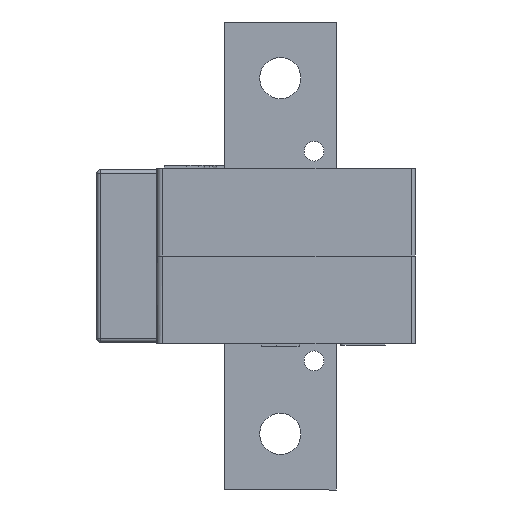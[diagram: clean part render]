
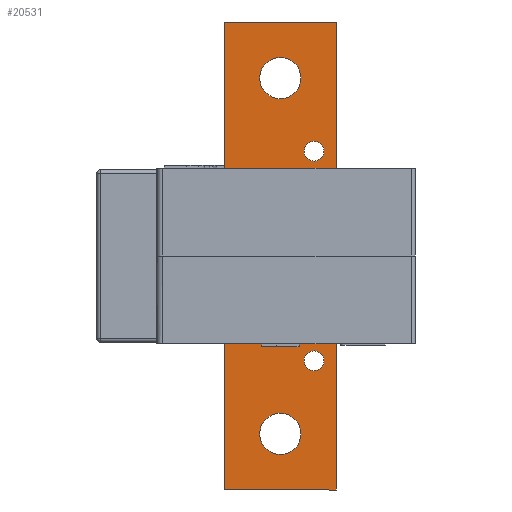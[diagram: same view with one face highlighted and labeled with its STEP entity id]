
A CAD part, left-side view. The second image highlights one B-rep face of the part: STEP entity #20531.
In plain terms, the highlighted face is planar.
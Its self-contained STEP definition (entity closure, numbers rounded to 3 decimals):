
#601 = CARTESIAN_POINT ( 'NONE',  ( -62.5, -15., -2. ) ) ;
#860 = DIRECTION ( 'NONE',  ( 1., 0., 0. ) ) ;
#1108 = DIRECTION ( 'NONE',  ( -1., 0., 0. ) ) ;
#1226 = ORIENTED_EDGE ( 'NONE', *, *, #22629, .F. ) ;
#1356 = CIRCLE ( 'NONE', #2523, 5.5 ) ;
#1366 = DIRECTION ( 'NONE',  ( 1., 0., 0. ) ) ;
#1746 = LINE ( 'NONE', #7447, #22653 ) ;
#1790 = CARTESIAN_POINT ( 'NONE',  ( 62.5, -15., -2. ) ) ;
#1886 = DIRECTION ( 'NONE',  ( 0., 0., 1. ) ) ;
#1991 = DIRECTION ( 'NONE',  ( 1., 0., 0. ) ) ;
#2075 = CARTESIAN_POINT ( 'NONE',  ( 0., 0., -2. ) ) ;
#2523 = AXIS2_PLACEMENT_3D ( 'NONE', #9889, #14932, #10776 ) ;
#2529 = ORIENTED_EDGE ( 'NONE', *, *, #9870, .F. ) ;
#2955 = FACE_BOUND ( 'NONE', #21032, .T. ) ;
#3208 = EDGE_LOOP ( 'NONE', ( #1226, #16006, #2529, #25096 ) ) ;
#3481 = VERTEX_POINT ( 'NONE', #26228 ) ;
#3795 = CARTESIAN_POINT ( 'NONE',  ( 62.5, -15., -2. ) ) ;
#3952 = EDGE_LOOP ( 'NONE', ( #18684, #16079 ) ) ;
#4262 = AXIS2_PLACEMENT_3D ( 'NONE', #18210, #16733, #860 ) ;
#4287 = AXIS2_PLACEMENT_3D ( 'NONE', #20064, #7884, #22116 ) ;
#4338 = EDGE_LOOP ( 'NONE', ( #12937, #21459 ) ) ;
#4674 = CARTESIAN_POINT ( 'NONE',  ( -28., -9., -2. ) ) ;
#4767 = AXIS2_PLACEMENT_3D ( 'NONE', #15443, #19227, #5656 ) ;
#4996 = CIRCLE ( 'NONE', #4767, 2.65 ) ;
#5484 = VECTOR ( 'NONE', #11011, 1000. ) ;
#5656 = DIRECTION ( 'NONE',  ( 1., 0., 0. ) ) ;
#6119 = DIRECTION ( 'NONE',  ( -1., 0., 0. ) ) ;
#6353 = VERTEX_POINT ( 'NONE', #12793 ) ;
#6401 = CIRCLE ( 'NONE', #4287, 2.65 ) ;
#6966 = CIRCLE ( 'NONE', #4262, 5.5 ) ;
#7104 = AXIS2_PLACEMENT_3D ( 'NONE', #22499, #10368, #24550 ) ;
#7233 = AXIS2_PLACEMENT_3D ( 'NONE', #4674, #7540, #18216 ) ;
#7447 = CARTESIAN_POINT ( 'NONE',  ( -62.5, -15., -2. ) ) ;
#7540 = DIRECTION ( 'NONE',  ( 0., 0., 1. ) ) ;
#7664 = CARTESIAN_POINT ( 'NONE',  ( 30.65, -9., -2. ) ) ;
#7884 = DIRECTION ( 'NONE',  ( 0., 0., 1. ) ) ;
#7902 = CARTESIAN_POINT ( 'NONE',  ( -62.5, 15., -2. ) ) ;
#8070 = EDGE_CURVE ( 'NONE', #17108, #11049, #1746, .T. ) ;
#8234 = AXIS2_PLACEMENT_3D ( 'NONE', #25631, #13484, #1366 ) ;
#8356 = VERTEX_POINT ( 'NONE', #18909 ) ;
#8995 = FACE_BOUND ( 'NONE', #9931, .T. ) ;
#9052 = CARTESIAN_POINT ( 'NONE',  ( -62.5, -15., -2. ) ) ;
#9401 = EDGE_CURVE ( 'NONE', #3481, #19366, #12171, .T. ) ;
#9870 = EDGE_CURVE ( 'NONE', #11049, #20489, #16866, .T. ) ;
#9889 = CARTESIAN_POINT ( 'NONE',  ( 47.5, 0., -2. ) ) ;
#9931 = EDGE_LOOP ( 'NONE', ( #14742, #13810 ) ) ;
#10368 = DIRECTION ( 'NONE',  ( 0., 0., 1. ) ) ;
#10410 = EDGE_CURVE ( 'NONE', #16568, #8356, #1356, .T. ) ;
#10647 = VERTEX_POINT ( 'NONE', #7664 ) ;
#10776 = DIRECTION ( 'NONE',  ( 1., 0., 0. ) ) ;
#10857 = VECTOR ( 'NONE', #15159, 1000. ) ;
#11011 = DIRECTION ( 'NONE',  ( 0., 1., 0. ) ) ;
#11049 = VERTEX_POINT ( 'NONE', #3795 ) ;
#11179 = EDGE_CURVE ( 'NONE', #8356, #16568, #6966, .T. ) ;
#12171 = CIRCLE ( 'NONE', #7233, 2.65 ) ;
#12364 = EDGE_CURVE ( 'NONE', #20489, #18312, #22186, .T. ) ;
#12611 = AXIS2_PLACEMENT_3D ( 'NONE', #14006, #1886, #16019 ) ;
#12793 = CARTESIAN_POINT ( 'NONE',  ( -53., 0., -2. ) ) ;
#12937 = ORIENTED_EDGE ( 'NONE', *, *, #13153, .T. ) ;
#13095 = FACE_OUTER_BOUND ( 'NONE', #3208, .T. ) ;
#13153 = EDGE_CURVE ( 'NONE', #10647, #20803, #4996, .T. ) ;
#13484 = DIRECTION ( 'NONE',  ( 0., 0., 1. ) ) ;
#13810 = ORIENTED_EDGE ( 'NONE', *, *, #10410, .T. ) ;
#14006 = CARTESIAN_POINT ( 'NONE',  ( -47.5, 0., -2. ) ) ;
#14706 = CARTESIAN_POINT ( 'NONE',  ( 42., 0., -2. ) ) ;
#14717 = EDGE_CURVE ( 'NONE', #20803, #10647, #6401, .T. ) ;
#14742 = ORIENTED_EDGE ( 'NONE', *, *, #11179, .T. ) ;
#14932 = DIRECTION ( 'NONE',  ( 0., 0., 1. ) ) ;
#15159 = DIRECTION ( 'NONE',  ( 0., -1., 0. ) ) ;
#15248 = CARTESIAN_POINT ( 'NONE',  ( 25.35, -9., -2. ) ) ;
#15443 = CARTESIAN_POINT ( 'NONE',  ( 28., -9., -2. ) ) ;
#16006 = ORIENTED_EDGE ( 'NONE', *, *, #12364, .F. ) ;
#16019 = DIRECTION ( 'NONE',  ( 1., 0., 0. ) ) ;
#16079 = ORIENTED_EDGE ( 'NONE', *, *, #23015, .T. ) ;
#16222 = PLANE ( 'NONE',  #18463 ) ;
#16251 = LINE ( 'NONE', #9052, #10857 ) ;
#16568 = VERTEX_POINT ( 'NONE', #14706 ) ;
#16733 = DIRECTION ( 'NONE',  ( 0., 0., 1. ) ) ;
#16755 = VECTOR ( 'NONE', #1108, 1000. ) ;
#16866 = LINE ( 'NONE', #1790, #5484 ) ;
#17108 = VERTEX_POINT ( 'NONE', #601 ) ;
#17360 = EDGE_CURVE ( 'NONE', #19366, #3481, #21515, .T. ) ;
#17786 = CARTESIAN_POINT ( 'NONE',  ( -62.5, 15., -2. ) ) ;
#18075 = CIRCLE ( 'NONE', #12611, 5.5 ) ;
#18210 = CARTESIAN_POINT ( 'NONE',  ( 47.5, 0., -2. ) ) ;
#18216 = DIRECTION ( 'NONE',  ( 1., 0., 0. ) ) ;
#18255 = DIRECTION ( 'NONE',  ( 0., 0., -1. ) ) ;
#18312 = VERTEX_POINT ( 'NONE', #17786 ) ;
#18421 = ORIENTED_EDGE ( 'NONE', *, *, #17360, .T. ) ;
#18463 = AXIS2_PLACEMENT_3D ( 'NONE', #2075, #18255, #6119 ) ;
#18493 = FACE_BOUND ( 'NONE', #3952, .T. ) ;
#18684 = ORIENTED_EDGE ( 'NONE', *, *, #24748, .T. ) ;
#18909 = CARTESIAN_POINT ( 'NONE',  ( 53., 0., -2. ) ) ;
#19227 = DIRECTION ( 'NONE',  ( 0., 0., 1. ) ) ;
#19366 = VERTEX_POINT ( 'NONE', #23884 ) ;
#20064 = CARTESIAN_POINT ( 'NONE',  ( 28., -9., -2. ) ) ;
#20222 = CARTESIAN_POINT ( 'NONE',  ( 62.5, 15., -2. ) ) ;
#20489 = VERTEX_POINT ( 'NONE', #20222 ) ;
#20531 = ADVANCED_FACE ( 'NONE', ( #23914, #2955, #8995, #18493, #13095 ), #16222, .T. ) ;
#20668 = VERTEX_POINT ( 'NONE', #22859 ) ;
#20803 = VERTEX_POINT ( 'NONE', #15248 ) ;
#21032 = EDGE_LOOP ( 'NONE', ( #23658, #18421 ) ) ;
#21459 = ORIENTED_EDGE ( 'NONE', *, *, #14717, .T. ) ;
#21515 = CIRCLE ( 'NONE', #8234, 2.65 ) ;
#22116 = DIRECTION ( 'NONE',  ( 1., 0., 0. ) ) ;
#22186 = LINE ( 'NONE', #7902, #16755 ) ;
#22499 = CARTESIAN_POINT ( 'NONE',  ( -47.5, 0., -2. ) ) ;
#22629 = EDGE_CURVE ( 'NONE', #18312, #17108, #16251, .T. ) ;
#22653 = VECTOR ( 'NONE', #1991, 1000. ) ;
#22859 = CARTESIAN_POINT ( 'NONE',  ( -42., 0., -2. ) ) ;
#23015 = EDGE_CURVE ( 'NONE', #6353, #20668, #24182, .T. ) ;
#23658 = ORIENTED_EDGE ( 'NONE', *, *, #9401, .T. ) ;
#23884 = CARTESIAN_POINT ( 'NONE',  ( -30.65, -9., -2. ) ) ;
#23914 = FACE_BOUND ( 'NONE', #4338, .T. ) ;
#24182 = CIRCLE ( 'NONE', #7104, 5.5 ) ;
#24550 = DIRECTION ( 'NONE',  ( 1., 0., 0. ) ) ;
#24748 = EDGE_CURVE ( 'NONE', #20668, #6353, #18075, .T. ) ;
#25096 = ORIENTED_EDGE ( 'NONE', *, *, #8070, .F. ) ;
#25631 = CARTESIAN_POINT ( 'NONE',  ( -28., -9., -2. ) ) ;
#26228 = CARTESIAN_POINT ( 'NONE',  ( -25.35, -9., -2. ) ) ;
